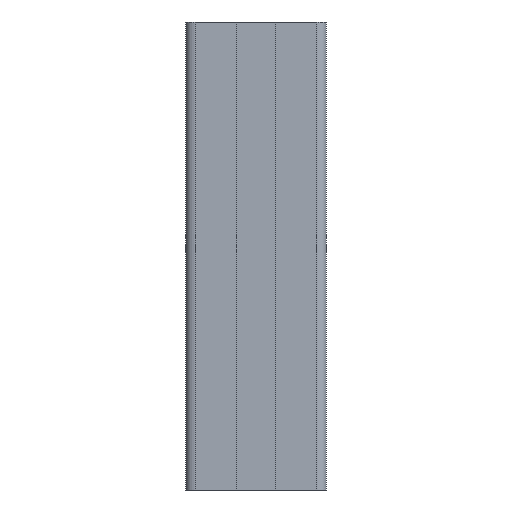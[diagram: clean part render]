
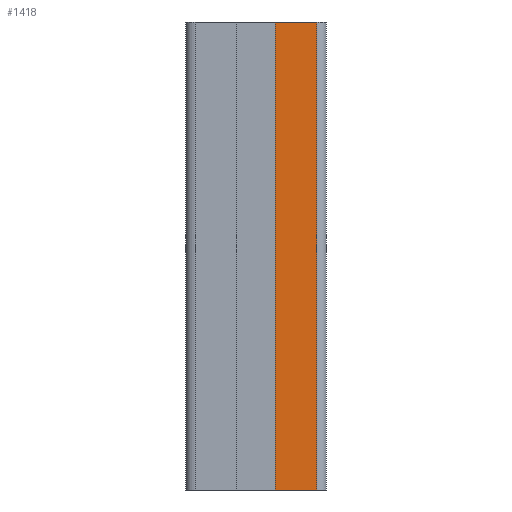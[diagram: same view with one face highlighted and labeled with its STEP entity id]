
A CAD part, front view. The second image highlights one B-rep face of the part: STEP entity #1418.
In plain terms, the highlighted planar face has unit normal (0, -1, 0).
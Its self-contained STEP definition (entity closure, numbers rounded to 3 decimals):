
#122=FACE_OUTER_BOUND('',#197,.T.);
#197=EDGE_LOOP('',(#1167,#1168,#1169,#1170));
#289=LINE('',#2096,#461);
#336=LINE('',#2225,#508);
#362=LINE('',#2277,#534);
#363=LINE('',#2278,#535);
#461=VECTOR('',#1667,10.);
#508=VECTOR('',#1806,10.);
#534=VECTOR('',#1858,10.);
#535=VECTOR('',#1859,10.);
#636=VERTEX_POINT('',#2093);
#637=VERTEX_POINT('',#2095);
#672=VERTEX_POINT('',#2222);
#686=VERTEX_POINT('',#2276);
#778=EDGE_CURVE('',#636,#637,#289,.T.);
#844=EDGE_CURVE('',#636,#672,#336,.T.);
#870=EDGE_CURVE('',#686,#672,#362,.T.);
#871=EDGE_CURVE('',#637,#686,#363,.T.);
#1167=ORIENTED_EDGE('',*,*,#844,.T.);
#1168=ORIENTED_EDGE('',*,*,#870,.F.);
#1169=ORIENTED_EDGE('',*,*,#871,.F.);
#1170=ORIENTED_EDGE('',*,*,#778,.F.);
#1352=PLANE('',#1536);
#1418=ADVANCED_FACE('',(#122),#1352,.T.);
#1536=AXIS2_PLACEMENT_3D('',#2275,#1856,#1857);
#1667=DIRECTION('',(1.,0.,0.));
#1806=DIRECTION('',(0.,0.,-1.));
#1856=DIRECTION('center_axis',(0.,-1.,0.));
#1857=DIRECTION('ref_axis',(1.,0.,0.));
#1858=DIRECTION('',(-1.,0.,0.));
#1859=DIRECTION('',(0.,0.,-1.));
#2093=CARTESIAN_POINT('',(4.1,-15.,100.));
#2095=CARTESIAN_POINT('',(13.,-15.,100.));
#2096=CARTESIAN_POINT('',(15.,-15.,100.));
#2222=CARTESIAN_POINT('',(4.1,-15.,0.));
#2225=CARTESIAN_POINT('',(4.1,-15.,50.));
#2275=CARTESIAN_POINT('Origin',(-15.,-15.,0.));
#2276=CARTESIAN_POINT('',(13.,-15.,0.));
#2277=CARTESIAN_POINT('',(15.,-15.,0.));
#2278=CARTESIAN_POINT('',(13.,-15.,0.));
